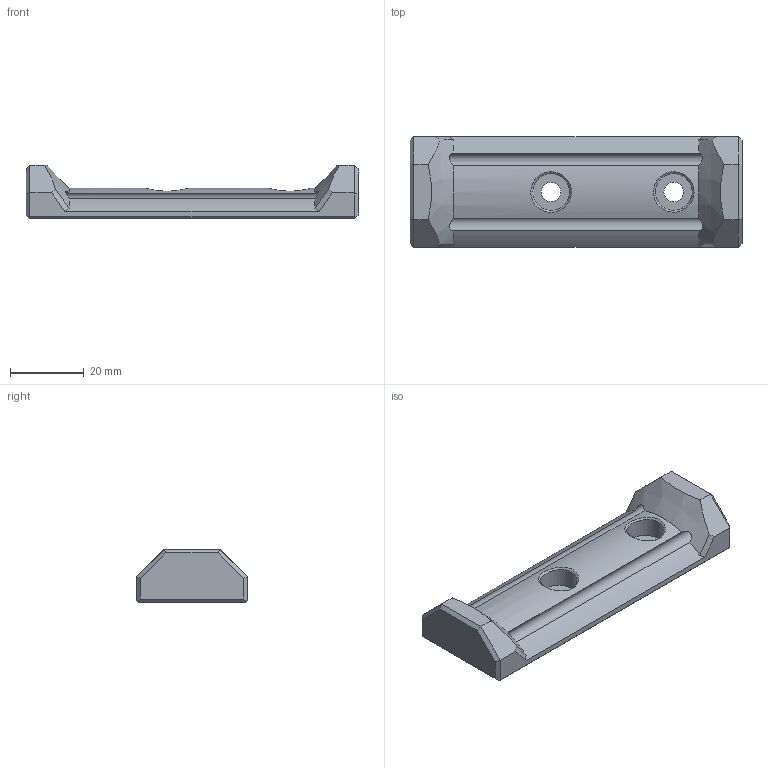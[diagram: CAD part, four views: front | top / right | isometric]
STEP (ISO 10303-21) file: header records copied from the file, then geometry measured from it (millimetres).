
FILE_DESCRIPTION(/* description */ ('STEP AP214'),/* implementation_level */ '2;1');
FILE_NAME(/* name */ '6155fd301e16ea4753893c44',/* time_stamp */ '2021-09-30T18:08:49+00:00',/* author */ (''),/* organization */ (''),/* preprocessor_version */ 'ST-DEVELOPER v18.1',/* originating_system */ ' ',/* authorisation */ ' ');
FILE_SCHEMA (('AUTOMOTIVE_DESIGN {1 0 10303 214 3 1 1}'));
Length unit declared in the file: metre
Products named in the file (1): 0021 - 3030 Spool Holder Mount v6
Bounding box: 90 x 30 x 14.5 mm (x, y, z)
Volume: 17495.7 mm3; surface area: 8359.3 mm2
Topology: 1 solids, 1 shells, 52 faces, 139 edges, 90 vertices
Faces by surface type: plane 33, cylinder 9, bspline 6, cone 4
Full cylindrical faces by diameter (mm): 4 x2, 5.3 x2, 10 x2
Entity records: 2218 total; most frequent: CARTESIAN_POINT 1001, ORIENTED_EDGE 248, DIRECTION 216, EDGE_CURVE 124, VERTEX_POINT 86, AXIS2_PLACEMENT_3D 73, EDGE_LOOP 72, FACE_BOUND 72
